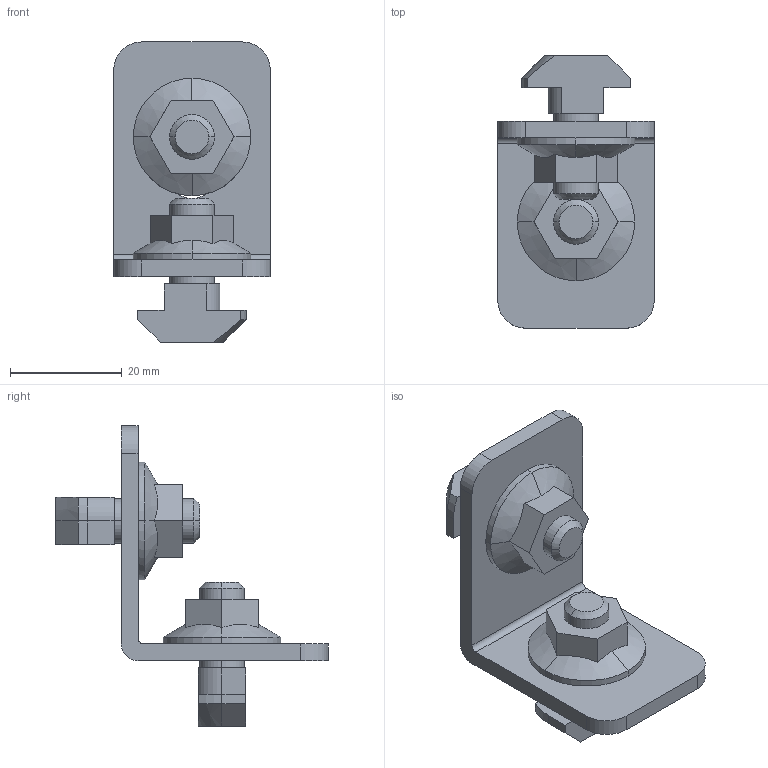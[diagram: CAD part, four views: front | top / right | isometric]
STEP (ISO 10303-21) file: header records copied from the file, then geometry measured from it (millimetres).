
FILE_DESCRIPTION(('STEP AP214'),'1');
FILE_NAME('cctmp_168FB626-4496-407C-BF68-210CD5DAD505_2020_1_15_8_13_38_622..stp','2020-01-15T07:13:38',('Bosch Rexroth AG'),('CADClick - www.CADClick.com'),'Spatial InterOp 3D',' ','unknown authorization - (Healing Option Enabled)');
FILE_SCHEMA(('AUTOMOTIVE_DESIGN'));
Length unit declared in the file: millimetre
Products named in the file (1): 2020_01_15__08-13-38-622
Bounding box: 28 x 48.7 x 53.7 mm (x, y, z)
Volume: 11470.7 mm3; surface area: 7284.4 mm2
Topology: 1 solids, 1 shells, 108 faces, 272 edges, 174 vertices
Faces by surface type: plane 54, cylinder 38, cone 16
Entity records: 4126 total; most frequent: CARTESIAN_POINT 617, DIRECTION 558, ORIENTED_EDGE 544, EDGE_CURVE 272, AXIS2_PLACEMENT_3D 197, VERTEX_POINT 174, LINE 164, VECTOR 164
